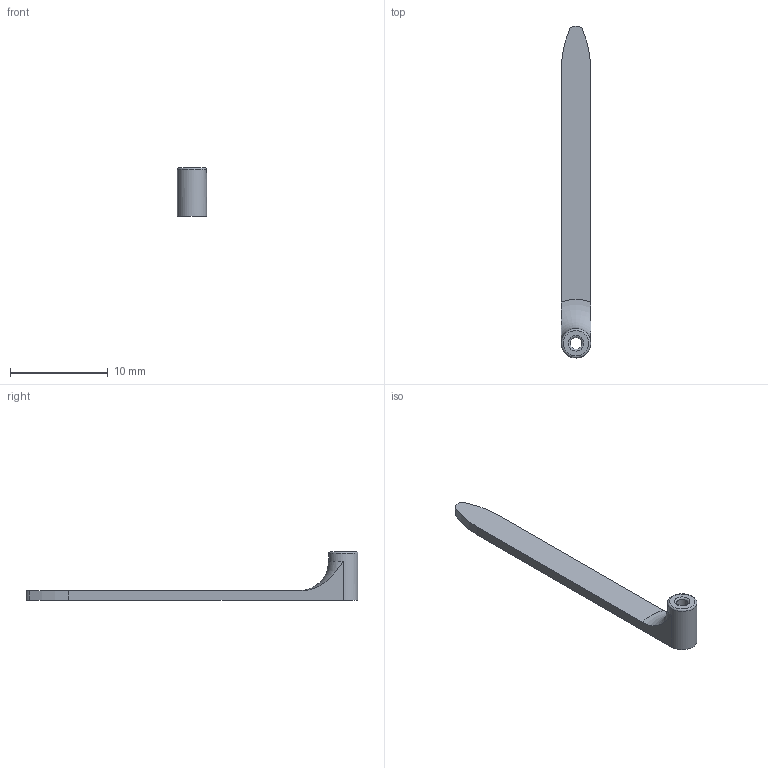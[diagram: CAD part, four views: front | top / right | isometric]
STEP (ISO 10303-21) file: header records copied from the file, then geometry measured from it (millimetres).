
FILE_DESCRIPTION(/* description */ (''),/* implementation_level */ '2;1');
FILE_NAME(/* name */ '仪表盘指针.stp',/* time_stamp */ '2024-07-11T21:39:01+08:00',/* author */ (''),/* organization */ (''),/* preprocessor_version */ 'ST-DEVELOPER v15.2',/* originating_system */ 'Autodesk Translator Framework v2.0.0.5431',/* authorisation */ '');
FILE_SCHEMA (('AUTOMOTIVE_DESIGN { 1 0 10303 214 3 1 1 }'));
Length unit declared in the file: centimetre
Products named in the file (1): 仪表盘指针
Bounding box: 3 x 34 x 5 mm (x, y, z)
Volume: 127.4 mm3; surface area: 320.8 mm2
Topology: 1 solids, 1 shells, 15 faces, 37 edges, 24 vertices
Faces by surface type: plane 6, cylinder 6, torus 3
Full cylindrical faces by diameter (mm): 1.2 x1, 3 x1
Entity records: 459 total; most frequent: CARTESIAN_POINT 89, DIRECTION 78, ORIENTED_EDGE 64, EDGE_CURVE 32, AXIS2_PLACEMENT_3D 32, VERTEX_POINT 23, EDGE_LOOP 21, CIRCLE 16
